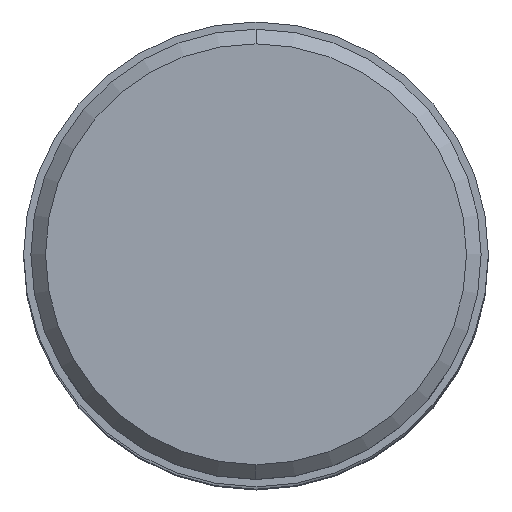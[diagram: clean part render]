
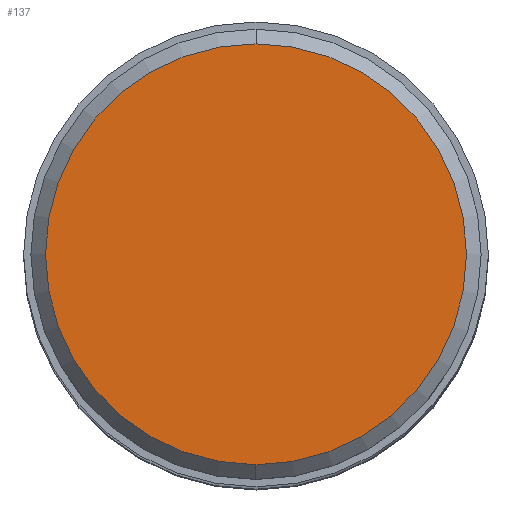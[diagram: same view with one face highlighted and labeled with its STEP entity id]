
A CAD part, top view. The second image highlights one B-rep face of the part: STEP entity #137.
In plain terms, the highlighted planar face has unit normal (0, 0, 1).
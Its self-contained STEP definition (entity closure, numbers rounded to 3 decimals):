
#29=PLANE('',#977);
#137=ADVANCED_FACE('',(#194),#29,.F.);
#194=FACE_OUTER_BOUND('',#244,.T.);
#244=EDGE_LOOP('',(#417,#418));
#417=ORIENTED_EDGE('',*,*,#612,.T.);
#418=ORIENTED_EDGE('',*,*,#610,.T.);
#514=VERTEX_POINT('',#3457);
#515=VERTEX_POINT('',#3459);
#610=EDGE_CURVE('',#515,#514,#727,.T.);
#612=EDGE_CURVE('',#514,#515,#728,.T.);
#727=CIRCLE('',#973,14.375);
#728=CIRCLE('',#975,14.375);
#973=AXIS2_PLACEMENT_3D('',#3458,#1211,#1212);
#975=AXIS2_PLACEMENT_3D('',#3462,#1216,#1217);
#977=AXIS2_PLACEMENT_3D('',#3464,#1220,#1221);
#1211=DIRECTION('',(0.,0.,1.));
#1212=DIRECTION('',(0.,1.,0.));
#1216=DIRECTION('',(0.,0.,1.));
#1217=DIRECTION('',(0.,-1.,0.));
#1220=DIRECTION('',(0.,0.,-1.));
#1221=DIRECTION('',(1.,0.,0.));
#3457=CARTESIAN_POINT('',(0.,-14.375,0.));
#3458=CARTESIAN_POINT('',(0.,0.,0.));
#3459=CARTESIAN_POINT('',(0.,14.375,0.));
#3462=CARTESIAN_POINT('',(0.,0.,0.));
#3464=CARTESIAN_POINT('',(0.,0.,0.));
